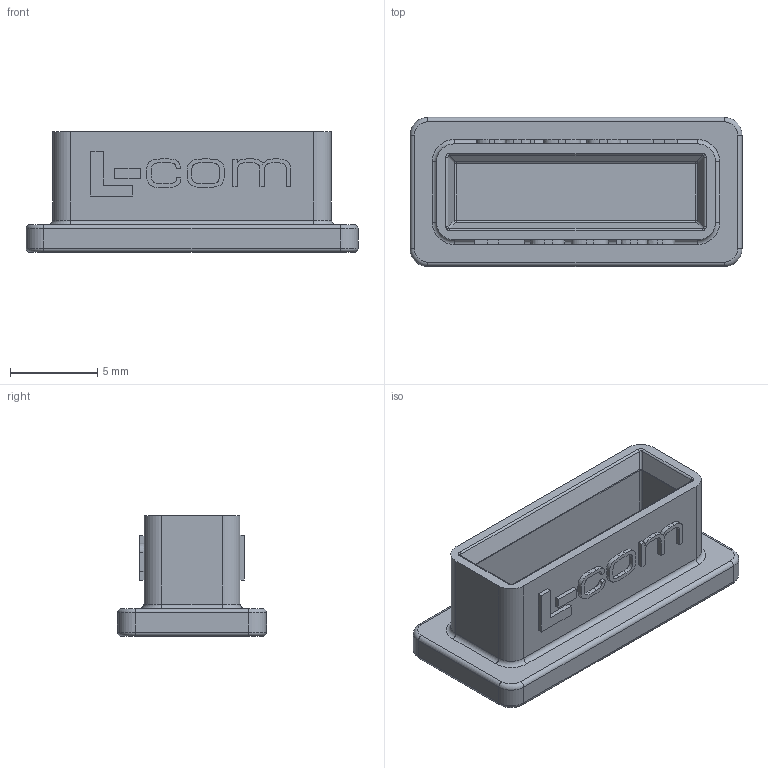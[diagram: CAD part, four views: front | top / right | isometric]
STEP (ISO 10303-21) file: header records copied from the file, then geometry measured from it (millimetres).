
FILE_DESCRIPTION (( 'STEP AP203' ), '1' );
FILE_NAME ('CVRSATA.STEP', '2011-06-23T15:02:00', ( 'x' ), ( 'Microsoft' ), 'SwSTEP 2.0', 'SolidWorks 2010', '' );
FILE_SCHEMA (( 'CONFIG_CONTROL_DESIGN' ));
Length unit declared in the file: inch
Products named in the file (1): CVRSATA
Bounding box: 19.04 x 8.55 x 6.93 mm (x, y, z)
Volume: 458.7 mm3; surface area: 812.1 mm2
Topology: 1 solids, 1 shells, 238 faces, 610 edges, 384 vertices
Faces by surface type: plane 116, bspline 66, cylinder 40, torus 12, sphere 4
Entity records: 8079 total; most frequent: CARTESIAN_POINT 2687, ORIENTED_EDGE 1212, DIRECTION 910, EDGE_CURVE 606, VECTOR 384, LINE 384, VERTEX_POINT 384, AXIS2_PLACEMENT_3D 263
